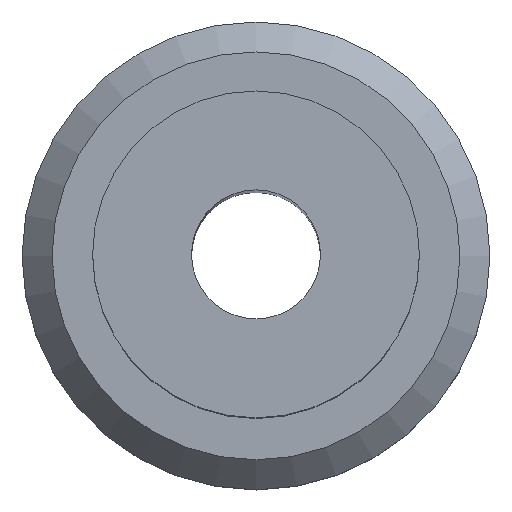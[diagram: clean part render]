
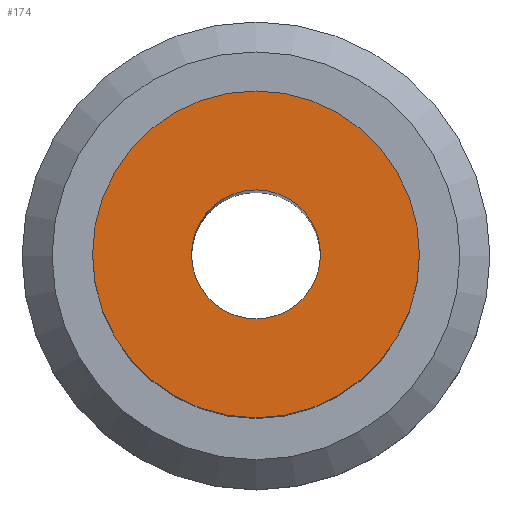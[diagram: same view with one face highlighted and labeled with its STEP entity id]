
A CAD part, top view. The second image highlights one B-rep face of the part: STEP entity #174.
In plain terms, the highlighted planar face has unit normal (0, 0, 1).
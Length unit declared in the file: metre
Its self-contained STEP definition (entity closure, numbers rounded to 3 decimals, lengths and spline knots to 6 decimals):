
#44=ORIENTED_EDGE('',*,*,#64,.T.);
#45=ORIENTED_EDGE('',*,*,#63,.F.);
#63=EDGE_CURVE('',#78,#78,#93,.T.);
#64=EDGE_CURVE('',#79,#79,#94,.F.);
#78=VERTEX_POINT('',#322);
#79=VERTEX_POINT('',#325);
#93=CIRCLE('',#215,0.001384);
#94=CIRCLE('',#217,0.000546);
#119=EDGE_LOOP('',(#44));
#120=EDGE_LOOP('',(#45));
#149=FACE_BOUND('',#119,.T.);
#150=FACE_BOUND('',#120,.T.);
#161=PLANE('',#216);
#174=ADVANCED_FACE('',(#149,#150),#161,.T.);
#215=AXIS2_PLACEMENT_3D('',#321,#272,#273);
#216=AXIS2_PLACEMENT_3D('',#323,#274,#275);
#217=AXIS2_PLACEMENT_3D('',#324,#276,#277);
#272=DIRECTION('',(0.,0.,-1.));
#273=DIRECTION('',(-1.,0.,0.));
#274=DIRECTION('',(0.,0.,1.));
#275=DIRECTION('',(1.,0.,0.));
#276=DIRECTION('',(0.,0.,1.));
#277=DIRECTION('',(1.,0.,0.));
#321=CARTESIAN_POINT('',(0.,0.,0.008331));
#322=CARTESIAN_POINT('',(-0.001384,0.,0.008331));
#323=CARTESIAN_POINT('',(0.000692,0.,0.008331));
#324=CARTESIAN_POINT('',(0.,0.,0.008331));
#325=CARTESIAN_POINT('',(0.000546,0.,0.008331));
